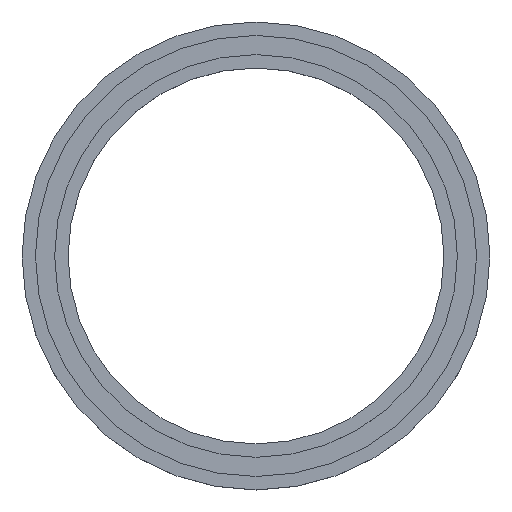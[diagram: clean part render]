
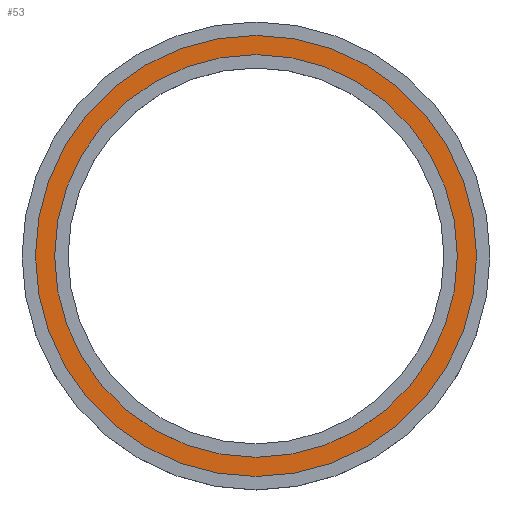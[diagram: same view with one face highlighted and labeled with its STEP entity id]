
A CAD part, top view. The second image highlights one B-rep face of the part: STEP entity #53.
In plain terms, the highlighted planar face has unit normal (0, 0, 1).
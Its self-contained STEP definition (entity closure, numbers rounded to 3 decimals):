
#53=ADVANCED_FACE('',(#73,#75),#77,.T.);
#73=FACE_BOUND('',#74,.T.);
#74=EDGE_LOOP('',(#253));
#75=FACE_BOUND('',#76,.T.);
#76=EDGE_LOOP('',(#254));
#77=PLANE('',#78);
#78=AXIS2_PLACEMENT_3D('',#79,#80,#81);
#79=CARTESIAN_POINT('',(0.,0.,23.));
#80=DIRECTION('',(0.,0.,1.));
#81=DIRECTION('',(-1.,0.,0.));
#253=ORIENTED_EDGE('',*,*,#293,.F.);
#254=ORIENTED_EDGE('',*,*,#294,.T.);
#293=EDGE_CURVE('',#313,#313,#314,.T.);
#294=EDGE_CURVE('',#315,#315,#316,.T.);
#313=VERTEX_POINT('',#353);
#314=CIRCLE('',#354,115.);
#315=VERTEX_POINT('',#358);
#316=CIRCLE('',#359,105.);
#353=CARTESIAN_POINT('',(-115.,0.,23.));
#354=AXIS2_PLACEMENT_3D('',#355,#356,#357);
#355=CARTESIAN_POINT('',(0.,0.,23.));
#356=DIRECTION('',(0.,0.,-1.));
#357=DIRECTION('',(-1.,0.,0.));
#358=CARTESIAN_POINT('',(-105.,0.,23.));
#359=AXIS2_PLACEMENT_3D('',#360,#361,#362);
#360=CARTESIAN_POINT('',(0.,0.,23.));
#361=DIRECTION('',(0.,0.,-1.));
#362=DIRECTION('',(-1.,0.,0.));
